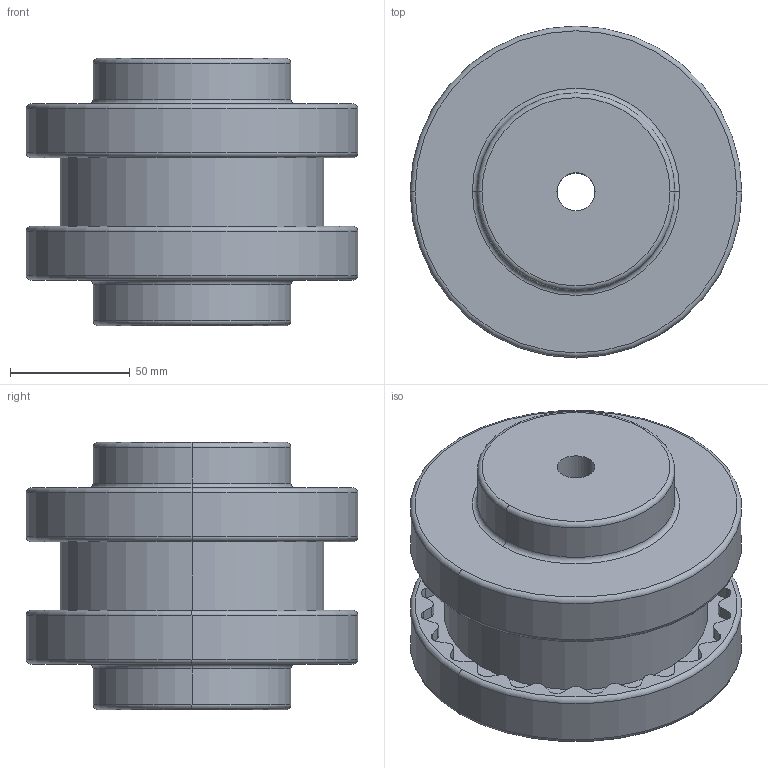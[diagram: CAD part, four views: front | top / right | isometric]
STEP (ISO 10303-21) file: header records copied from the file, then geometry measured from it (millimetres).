
FILE_DESCRIPTION((''),'2;1');
FILE_NAME('SF-8S-8JE_ASM','2013-04-02T',('ppetruska'),(''),'PRO/ENGINEER BY PARAMETRIC TECHNOLOGY CORPORATION, 2012480','PRO/ENGINEER BY PARAMETRIC TECHNOLOGY CORPORATION, 2012480','');
FILE_SCHEMA(('CONFIG_CONTROL_DESIGN'));
Length unit declared in the file: millimetre
Products named in the file (3): 8S-FLANGE; 8JE-SLEEVE; SF-8S-8JE_ASM
Assembly tree (3 placements, depth 2):
  SF-8S-8JE_ASM
    8S-FLANGE  x2
    8JE-SLEEVE
Bounding box: 138.4 x 138.4 x 111.5 mm (x, y, z)
Volume: 1034928.5 mm3; surface area: 197920.7 mm2
Topology: 3 solids, 3 shells, 1149 faces, 3375 edges, 2242 vertices
Faces by surface type: cylinder 773, plane 352, torus 24
Entity records: 27655 total; most frequent: DIRECTION 5147, CARTESIAN_POINT 4798, ORIENTED_EDGE 4782, EDGE_CURVE 2391, AXIS2_PLACEMENT_3D 1939, VERTEX_POINT 1590, VECTOR 1269, LINE 1269
